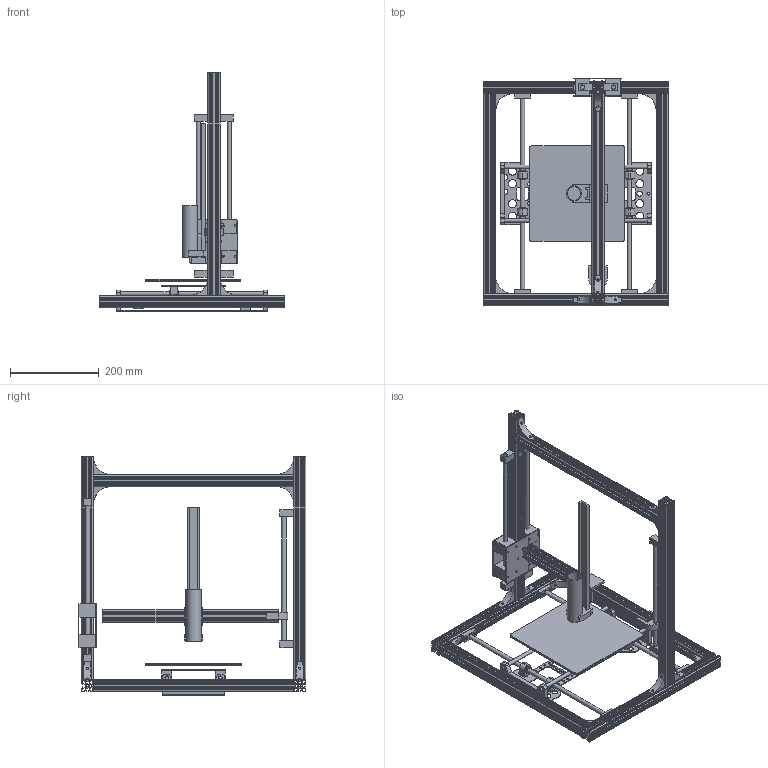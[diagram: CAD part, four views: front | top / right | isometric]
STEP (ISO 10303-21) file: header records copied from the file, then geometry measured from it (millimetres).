
FILE_DESCRIPTION(/* description */ (''),/* implementation_level */ '2;1');
FILE_NAME(/* name */ '3drag.stp',/* time_stamp */ '2015-05-22T18:31:58+02:00',/* author */ ('Giorgio Nuzzo'),/* organization */ (''),/* preprocessor_version */ 'ST-DEVELOPER v15.2',/* originating_system */ 'Autodesk Inventor 2014',/* authorisation */ '');
FILE_SCHEMA (('CONFIG_CONTROL_DESIGN'));
Length unit declared in the file: millimetre
Products named in the file (67): profilato416; profilato450; angolo-profilati; angolo-profilati_MIR; angolo-profilati_MIR1; angolo-profilati_MIR_MIR; profilato500; profilato500_MIR1; angolo-profilati_MIR3; angolo-profilati_MIR4; supporto_manicotto_X; cuscinetto_X; piastraX; supporto_manicotto_X_MIR; cuscinetto_X_MIR; supporto_manicotto_X_MIR1; cuscinetto_X_MIR1; supporto_manicotto_X_MIR_MIR; cuscinetto_X_MIR_MIR; barra X; barra X_MIR; supporto guide x; supporto guide x_MIR; supporto guide x_MIR1; supporto guide x_MIR_MIR; supporto_guide_lungo; supporto_guide_corto; supporto_guide_corto_MIR1; x axys; piastraY; cuscinettoY; supporto_manicotto_X_MIR4; cuscinettoY_MIR2; supporto_manicotto_X_MIR5; cuscinettoY_MIR3; supporto_manicotto_X_MIR4_MIR; cuscinettoY_MIR2_MIR; barraY; barraY_MIR; piastra_superiore_y ...
Bounding box: 416 x 512.19 x 535.47 mm (x, y, z)
Volume: 1819138.5 mm3; surface area: 1821362.1 mm2
Topology: 71 solids, 71 shells, 2522 faces, 7084 edges, 4724 vertices
Faces by surface type: plane 1991, cylinder 523, cone 8
Full cylindrical faces by diameter (mm): 3.2 x4, 4 x1, 4.2 x40, 5 x22, 5.1 x8, 5.5 x4, 6 x4, 7 x4, 8 x6, 9 x4, 10 x20, 12 x7, 15 x14, 18 x8, 19 x2, 31 x1, 34 x1
Entity records: 61946 total; most frequent: CARTESIAN_POINT 10963, ORIENTED_EDGE 10220, DIRECTION 10077, EDGE_CURVE 5110, LINE 4187, VECTOR 4187, VERTEX_POINT 3491, AXIS2_PLACEMENT_3D 2945
